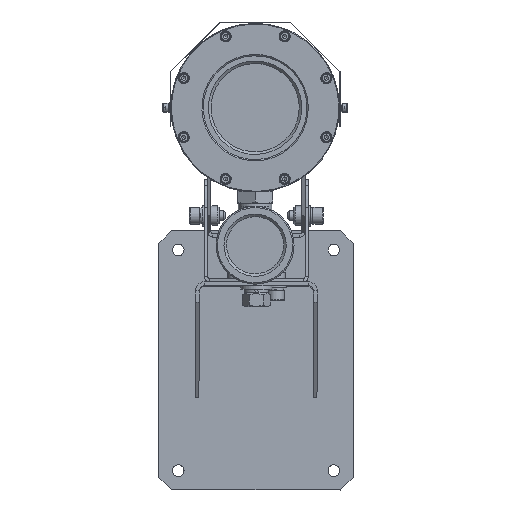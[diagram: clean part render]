
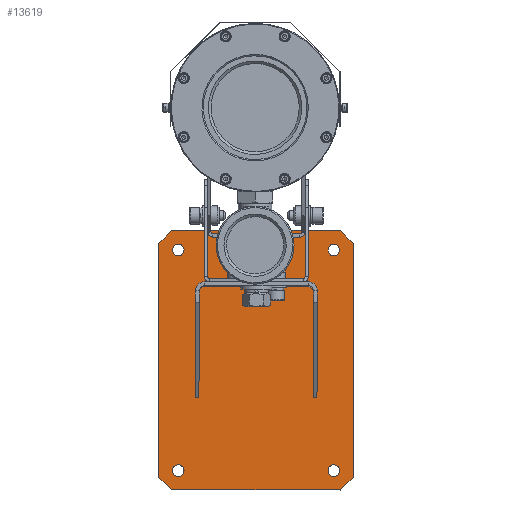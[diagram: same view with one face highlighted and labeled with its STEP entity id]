
A CAD part, left-side view. The second image highlights one B-rep face of the part: STEP entity #13619.
In plain terms, the highlighted planar face has unit normal (-1, -0.001, 0.002).
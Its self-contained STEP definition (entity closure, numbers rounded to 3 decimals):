
#13619=ADVANCED_FACE('',(#13647,#13649,#13651,#13653,#13655),#13657,.T.);
#13647=FACE_BOUND('',#13648,.T.);
#13648=EDGE_LOOP('',(#13758));
#13649=FACE_BOUND('',#13650,.T.);
#13650=EDGE_LOOP('',(#13759));
#13651=FACE_BOUND('',#13652,.T.);
#13652=EDGE_LOOP('',(#13760));
#13653=FACE_BOUND('',#13654,.T.);
#13654=EDGE_LOOP('',(#13761));
#13655=FACE_OUTER_BOUND('',#13656,.T.);
#13656=EDGE_LOOP('',(#13762,#13763,#13764,#13765,#13766,#13767,#13768,#13769));
#13657=PLANE('',#13658);
#13658=AXIS2_PLACEMENT_3D('',#13659,#13660,#13661);
#13659=CARTESIAN_POINT('',(-4.,0.,0.));
#13660=DIRECTION('',(-1.,0.,0.));
#13661=DIRECTION('',(0.,0.,-1.));
#13758=ORIENTED_EDGE('',*,*,#13830,.T.);
#13759=ORIENTED_EDGE('',*,*,#13831,.T.);
#13760=ORIENTED_EDGE('',*,*,#13832,.T.);
#13761=ORIENTED_EDGE('',*,*,#13833,.T.);
#13762=ORIENTED_EDGE('',*,*,#13834,.T.);
#13763=ORIENTED_EDGE('',*,*,#13835,.T.);
#13764=ORIENTED_EDGE('',*,*,#13836,.T.);
#13765=ORIENTED_EDGE('',*,*,#13837,.T.);
#13766=ORIENTED_EDGE('',*,*,#13838,.T.);
#13767=ORIENTED_EDGE('',*,*,#13839,.T.);
#13768=ORIENTED_EDGE('',*,*,#13840,.T.);
#13769=ORIENTED_EDGE('',*,*,#13841,.T.);
#13830=EDGE_CURVE('',#13878,#13878,#13879,.F.);
#13831=EDGE_CURVE('',#13880,#13880,#13881,.F.);
#13832=EDGE_CURVE('',#13882,#13882,#13883,.F.);
#13833=EDGE_CURVE('',#13884,#13884,#13885,.F.);
#13834=EDGE_CURVE('',#13886,#13887,#13888,.T.);
#13835=EDGE_CURVE('',#13887,#13889,#13890,.T.);
#13836=EDGE_CURVE('',#13889,#13891,#13892,.T.);
#13837=EDGE_CURVE('',#13891,#13893,#13894,.T.);
#13838=EDGE_CURVE('',#13893,#13895,#13896,.T.);
#13839=EDGE_CURVE('',#13895,#13897,#13898,.T.);
#13840=EDGE_CURVE('',#13897,#13899,#13900,.T.);
#13841=EDGE_CURVE('',#13899,#13886,#13901,.T.);
#13878=VERTEX_POINT('',#13966);
#13879=CIRCLE('',#13967,4.5);
#13880=VERTEX_POINT('',#13971);
#13881=CIRCLE('',#13972,4.5);
#13882=VERTEX_POINT('',#13976);
#13883=CIRCLE('',#13977,4.5);
#13884=VERTEX_POINT('',#13981);
#13885=CIRCLE('',#13982,4.5);
#13886=VERTEX_POINT('',#13986);
#13887=VERTEX_POINT('',#13987);
#13888=LINE('',#13988,#13989);
#13889=VERTEX_POINT('',#13991);
#13890=LINE('',#13992,#13993);
#13891=VERTEX_POINT('',#13995);
#13892=LINE('',#13996,#13997);
#13893=VERTEX_POINT('',#13999);
#13894=LINE('',#14000,#14001);
#13895=VERTEX_POINT('',#14003);
#13896=LINE('',#14004,#14005);
#13897=VERTEX_POINT('',#14007);
#13898=LINE('',#14008,#14009);
#13899=VERTEX_POINT('',#14011);
#13900=LINE('',#14012,#14013);
#13901=LINE('',#14015,#14016);
#13966=CARTESIAN_POINT('',(-4.,85.,55.5));
#13967=AXIS2_PLACEMENT_3D('',#13968,#13969,#13970);
#13968=CARTESIAN_POINT('',(-4.,85.,60.));
#13969=DIRECTION('',(-1.,0.,0.));
#13970=DIRECTION('',(0.,0.,-1.));
#13971=CARTESIAN_POINT('',(-4.,85.,-64.5));
#13972=AXIS2_PLACEMENT_3D('',#13973,#13974,#13975);
#13973=CARTESIAN_POINT('',(-4.,85.,-60.));
#13974=DIRECTION('',(-1.,0.,0.));
#13975=DIRECTION('',(0.,0.,-1.));
#13976=CARTESIAN_POINT('',(-4.,-85.,-64.5));
#13977=AXIS2_PLACEMENT_3D('',#13978,#13979,#13980);
#13978=CARTESIAN_POINT('',(-4.,-85.,-60.));
#13979=DIRECTION('',(-1.,0.,0.));
#13980=DIRECTION('',(0.,0.,-1.));
#13981=CARTESIAN_POINT('',(-4.,-85.,55.5));
#13982=AXIS2_PLACEMENT_3D('',#13983,#13984,#13985);
#13983=CARTESIAN_POINT('',(-4.,-85.,60.));
#13984=DIRECTION('',(-1.,0.,0.));
#13985=DIRECTION('',(0.,0.,-1.));
#13986=CARTESIAN_POINT('',(-4.,-100.,-65.));
#13987=CARTESIAN_POINT('',(-4.,-100.,65.));
#13988=CARTESIAN_POINT('',(-4.,-100.,-65.));
#13989=VECTOR('',#13990,1.);
#13990=DIRECTION('',(0.,0.,1.));
#13991=CARTESIAN_POINT('',(-4.,-90.,75.));
#13992=CARTESIAN_POINT('',(-4.,-100.,65.));
#13993=VECTOR('',#13994,1.);
#13994=DIRECTION('',(0.,0.707,0.707));
#13995=CARTESIAN_POINT('',(-4.,90.,75.));
#13996=CARTESIAN_POINT('',(-4.,-90.,75.));
#13997=VECTOR('',#13998,1.);
#13998=DIRECTION('',(0.,1.,0.));
#13999=CARTESIAN_POINT('',(-4.,100.,65.));
#14000=CARTESIAN_POINT('',(-4.,90.,75.));
#14001=VECTOR('',#14002,1.);
#14002=DIRECTION('',(0.,0.707,-0.707));
#14003=CARTESIAN_POINT('',(-4.,100.,-65.));
#14004=CARTESIAN_POINT('',(-4.,100.,65.));
#14005=VECTOR('',#14006,1.);
#14006=DIRECTION('',(0.,0.,-1.));
#14007=CARTESIAN_POINT('',(-4.,90.,-75.));
#14008=CARTESIAN_POINT('',(-4.,100.,-65.));
#14009=VECTOR('',#14010,1.);
#14010=DIRECTION('',(0.,-0.707,-0.707));
#14011=CARTESIAN_POINT('',(-4.,-90.,-75.));
#14012=CARTESIAN_POINT('',(-4.,90.,-75.));
#14013=VECTOR('',#14014,1.);
#14014=DIRECTION('',(0.,-1.,0.));
#14015=CARTESIAN_POINT('',(-4.,-90.,-75.));
#14016=VECTOR('',#14017,1.);
#14017=DIRECTION('',(0.,-0.707,0.707));
